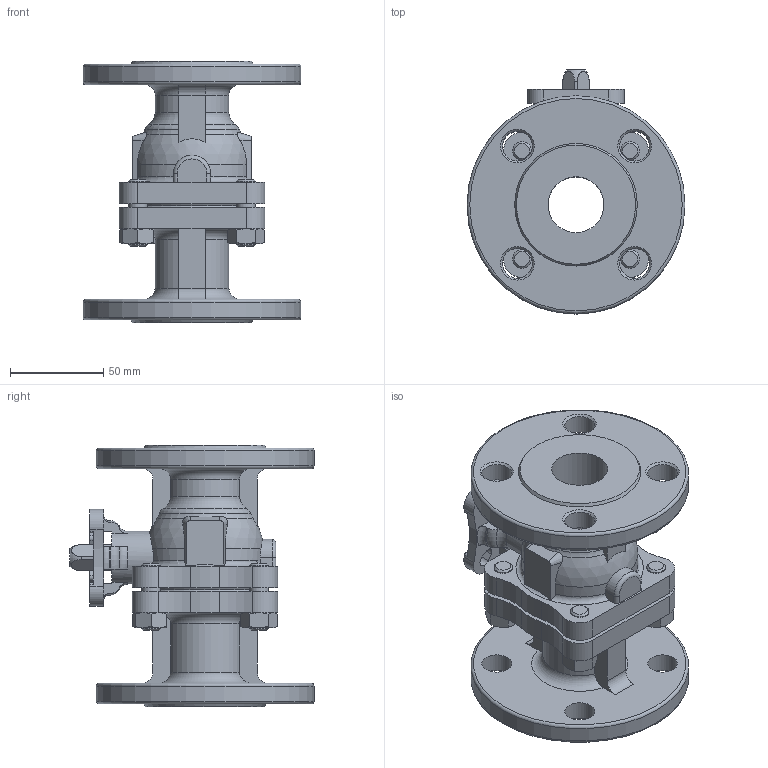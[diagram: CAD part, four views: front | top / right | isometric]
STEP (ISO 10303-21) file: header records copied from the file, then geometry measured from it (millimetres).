
FILE_DESCRIPTION(/* description */ ('STEP AP214'),/* implementation_level */ '2;1');
FILE_NAME(/* name */ '4810854_VZBF-11_4-P1-20-D-2-F0405-V15V15',/* time_stamp */ '2024-09-18T02:28:11+02:00',/* author */ ('License CC BY-ND 4.0'),/* organization */ ('CADENAS'),/* preprocessor_version */ 'ST-DEVELOPER v19.3',/* originating_system */ 'PARTsolutions',/* authorisation */ ' ');
FILE_SCHEMA (('AUTOMOTIVE_DESIGN {1 0 10303 214 3 1 1}'));
Length unit declared in the file: millimetre
Products named in the file (1): 4810854 VZBF-11/4-P1-20-D-2-F0405-V15V15
Bounding box: 117 x 131 x 140.5 mm (x, y, z)
Volume: 486360.3 mm3; surface area: 108088.3 mm2
Topology: 1 solids, 1 shells, 322 faces, 852 edges, 548 vertices
Faces by surface type: plane 112, cylinder 103, cone 72, torus 33, sphere 2
Full cylindrical faces by diameter (mm): 10 x12, 11 x4, 16 x8, 28.6 x1, 30 x1, 30.5 x1, 117 x2
Entity records: 9991 total; most frequent: CARTESIAN_POINT 2267, DIRECTION 1590, ORIENTED_EDGE 1562, EDGE_CURVE 781, AXIS2_PLACEMENT_3D 660, VERTEX_POINT 532, EDGE_LOOP 435, FACE_BOUND 435
